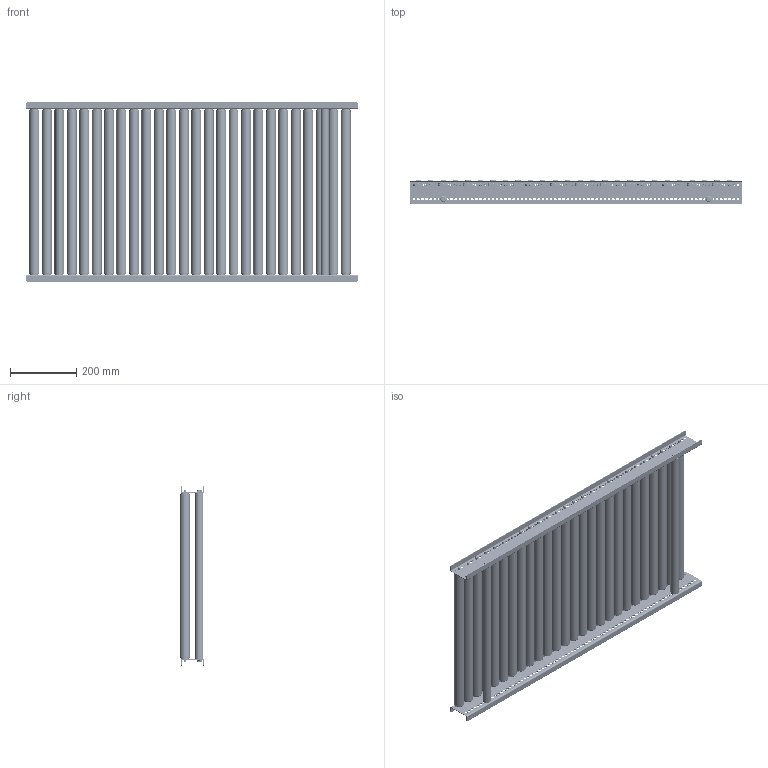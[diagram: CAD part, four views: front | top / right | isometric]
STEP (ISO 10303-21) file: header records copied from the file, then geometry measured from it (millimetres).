
FILE_DESCRIPTION (( 'STEP AP214' ), '1' );
FILE_NAME ('0051480.step', '2021-10-26T13:39:32', ( '' ), ( '' ), 'SwSTEP 2.0', 'SolidWorks 2020', '' );
FILE_SCHEMA (( 'AUTOMOTIVE_DESIGN' ));
Length unit declared in the file: millimetre
Products named in the file (10): Profil_KRB-20x70x20x2_KFG_S100230_U-PROFIL-20-70-20-2-KRB-�30-L=1000; 0051480; KUT50-30x1,5-STI-A8-FA_KFG_S100906_KUT50-30x1,5-STI-A8-FA-EL=500; 0042503_Typ-KUT50-30x1,5-A8; Traversen_KFG_L500; 0024176_Passscheibe_DIN988_8x14x1; 0039768_Tragrollenrohr-Ø30x1,5STI_KFG_0039768_L=480; 0040250_DRUCK-FEDER-8mm; S100994_Sperrzahnschraube_M08x16-8.8-A2K; 0039778-Achse-ST-Ø08-KFG_AL520-G-FA
Assembly tree (42 placements, depth 3):
  0051480
    Profil_KRB-20x70x20x2_KFG_S100230_U-PROFIL-20-70-20-2-KRB-�30-L=1000  x2
    KUT50-30x1,5-STI-A8-FA_KFG_S100906_KUT50-30x1,5-STI-A8-FA-EL=500  x26
      0039778-Achse-ST-Ø08-KFG_AL520-G-FA
      0042503_Typ-KUT50-30x1,5-A8
      0039768_Tragrollenrohr-Ø30x1,5STI_KFG_0039768_L=480
      0040250_DRUCK-FEDER-8mm
      0024176_Passscheibe_DIN988_8x14x1
    Traversen_KFG_L500  x2
    S100994_Sperrzahnschraube_M08x16-8.8-A2K  x4
Bounding box: 1000 x 72.95 x 540 mm (x, y, z)
Volume: 2923692.4 mm3; surface area: 3512068.4 mm2
Topology: 168 solids, 272 shells, 6996 faces, 18616 edges, 11816 vertices
Faces by surface type: cylinder 2768, plane 2200, torus 1056, cone 920, bspline 52
Entity records: 23828 total; most frequent: CARTESIAN_POINT 6608, DIRECTION 3565, ORIENTED_EDGE 2997, EDGE_CURVE 1523, AXIS2_PLACEMENT_3D 1503, VERTEX_POINT 990, CIRCLE 904, EDGE_LOOP 891
